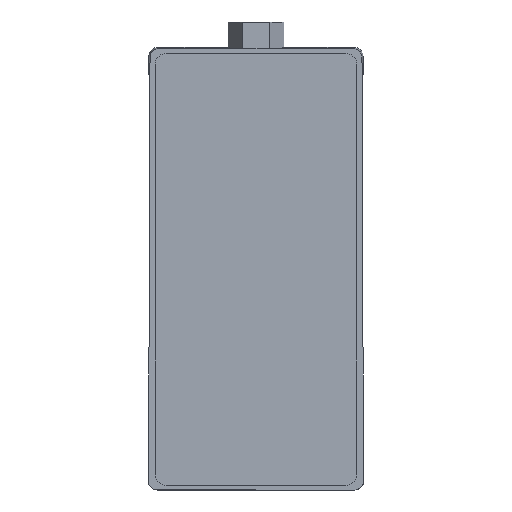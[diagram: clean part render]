
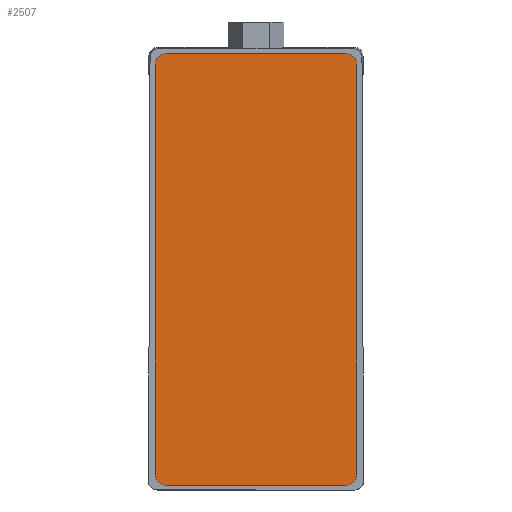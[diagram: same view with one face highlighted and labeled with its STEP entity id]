
A CAD part, front view. The second image highlights one B-rep face of the part: STEP entity #2507.
In plain terms, the highlighted planar face has unit normal (0, -1, 0).
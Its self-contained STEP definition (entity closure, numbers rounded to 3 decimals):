
#802 = PLANE ( 'NONE',  #2577 ) ;
#810 = CARTESIAN_POINT ( 'NONE',  ( 41., -2., 193.149 ) ) ;
#811 = DIRECTION ( 'NONE',  ( 0., 1., 0. ) ) ;
#812 = DIRECTION ( 'NONE',  ( 0., 0., 1. ) ) ;
#1113 = FACE_OUTER_BOUND ( 'NONE', #4205, .T. ) ;
#1437 = VERTEX_POINT ( 'NONE', #5050 ) ;
#1438 = VERTEX_POINT ( 'NONE', #5049 ) ;
#1444 = VERTEX_POINT ( 'NONE', #5043 ) ;
#1445 = VERTEX_POINT ( 'NONE', #5042 ) ;
#1447 = VERTEX_POINT ( 'NONE', #5039 ) ;
#1448 = VERTEX_POINT ( 'NONE', #5038 ) ;
#1449 = VERTEX_POINT ( 'NONE', #5037 ) ;
#1450 = VERTEX_POINT ( 'NONE', #5036 ) ;
#2507 = ADVANCED_FACE ( 'NONE', ( #1113 ), #802, .F. ) ;
#2577 = AXIS2_PLACEMENT_3D ( 'NONE', #810, #811, #812 ) ;
#4205 = EDGE_LOOP ( 'NONE', ( #12905, #12906, #12909, #12910, #12911, #12912, #12913, #12914 ) ) ;
#4811 = EDGE_CURVE ( 'NONE', #1437, #1445, #9936, .T. ) ;
#4814 = EDGE_CURVE ( 'NONE', #1438, #1437, #9943, .T. ) ;
#4816 = EDGE_CURVE ( 'NONE', #1444, #1438, #9947, .T. ) ;
#4818 = EDGE_CURVE ( 'NONE', #1447, #1444, #9950, .T. ) ;
#4820 = EDGE_CURVE ( 'NONE', #1448, #1447, #9954, .T. ) ;
#4822 = EDGE_CURVE ( 'NONE', #1449, #1448, #9957, .T. ) ;
#4824 = EDGE_CURVE ( 'NONE', #1450, #1449, #9961, .T. ) ;
#4825 = EDGE_CURVE ( 'NONE', #1445, #1450, #9966, .T. ) ;
#5036 = CARTESIAN_POINT ( 'NONE',  ( 46., -2., 193.149 ) ) ;
#5037 = CARTESIAN_POINT ( 'NONE',  ( 46., -2., 6.149 ) ) ;
#5038 = CARTESIAN_POINT ( 'NONE',  ( 41., -2., 1.149 ) ) ;
#5039 = CARTESIAN_POINT ( 'NONE',  ( -41., -2., 1.149 ) ) ;
#5042 = CARTESIAN_POINT ( 'NONE',  ( 41., -2., 198.149 ) ) ;
#5043 = CARTESIAN_POINT ( 'NONE',  ( -46., -2., 6.149 ) ) ;
#5049 = CARTESIAN_POINT ( 'NONE',  ( -46., -2., 193.149 ) ) ;
#5050 = CARTESIAN_POINT ( 'NONE',  ( -41., -2., 198.149 ) ) ;
#9692 = AXIS2_PLACEMENT_3D ( 'NONE', #11119, #11120, #11121 ) ;
#9693 = AXIS2_PLACEMENT_3D ( 'NONE', #11128, #11129, #11130 ) ;
#9694 = AXIS2_PLACEMENT_3D ( 'NONE', #11138, #11139, #11140 ) ;
#9695 = AXIS2_PLACEMENT_3D ( 'NONE', #11145, #11146, #11147 ) ;
#9936 = LINE ( 'NONE', #11091, #9944 ) ;
#9943 = CIRCLE ( 'NONE', #9692, 5. ) ;
#9944 = VECTOR ( 'NONE', #11112, 1000. ) ;
#9947 = LINE ( 'NONE', #11118, #9953 ) ;
#9950 = CIRCLE ( 'NONE', #9693, 5. ) ;
#9953 = VECTOR ( 'NONE', #11123, 1000. ) ;
#9954 = LINE ( 'NONE', #11127, #9960 ) ;
#9957 = CIRCLE ( 'NONE', #9694, 5. ) ;
#9960 = VECTOR ( 'NONE', #11132, 1000. ) ;
#9961 = LINE ( 'NONE', #11137, #9967 ) ;
#9966 = CIRCLE ( 'NONE', #9695, 5. ) ;
#9967 = VECTOR ( 'NONE', #11142, 1000. ) ;
#11091 = CARTESIAN_POINT ( 'NONE',  ( 0., -2., 198.149 ) ) ;
#11112 = DIRECTION ( 'NONE',  ( 1., 0., 0. ) ) ;
#11118 = CARTESIAN_POINT ( 'NONE',  ( -46., -2., 0. ) ) ;
#11119 = CARTESIAN_POINT ( 'NONE',  ( -41., -2., 193.149 ) ) ;
#11120 = DIRECTION ( 'NONE',  ( 0., 1., 0. ) ) ;
#11121 = DIRECTION ( 'NONE',  ( 0., 0., 1. ) ) ;
#11123 = DIRECTION ( 'NONE',  ( 0., 0., 1. ) ) ;
#11127 = CARTESIAN_POINT ( 'NONE',  ( 0., -2., 1.149 ) ) ;
#11128 = CARTESIAN_POINT ( 'NONE',  ( -41., -2., 6.149 ) ) ;
#11129 = DIRECTION ( 'NONE',  ( 0., 1., 0. ) ) ;
#11130 = DIRECTION ( 'NONE',  ( 0., 0., 1. ) ) ;
#11132 = DIRECTION ( 'NONE',  ( -1., 0., 0. ) ) ;
#11137 = CARTESIAN_POINT ( 'NONE',  ( 46., -2., 0. ) ) ;
#11138 = CARTESIAN_POINT ( 'NONE',  ( 41., -2., 6.149 ) ) ;
#11139 = DIRECTION ( 'NONE',  ( 0., 1., 0. ) ) ;
#11140 = DIRECTION ( 'NONE',  ( 0., 0., 1. ) ) ;
#11142 = DIRECTION ( 'NONE',  ( 0., 0., -1. ) ) ;
#11145 = CARTESIAN_POINT ( 'NONE',  ( 41., -2., 193.149 ) ) ;
#11146 = DIRECTION ( 'NONE',  ( 0., 1., 0. ) ) ;
#11147 = DIRECTION ( 'NONE',  ( 0., 0., 1. ) ) ;
#12905 = ORIENTED_EDGE ( 'NONE', *, *, #4811, .F. ) ;
#12906 = ORIENTED_EDGE ( 'NONE', *, *, #4814, .F. ) ;
#12909 = ORIENTED_EDGE ( 'NONE', *, *, #4816, .F. ) ;
#12910 = ORIENTED_EDGE ( 'NONE', *, *, #4818, .F. ) ;
#12911 = ORIENTED_EDGE ( 'NONE', *, *, #4820, .F. ) ;
#12912 = ORIENTED_EDGE ( 'NONE', *, *, #4822, .F. ) ;
#12913 = ORIENTED_EDGE ( 'NONE', *, *, #4824, .F. ) ;
#12914 = ORIENTED_EDGE ( 'NONE', *, *, #4825, .F. ) ;
